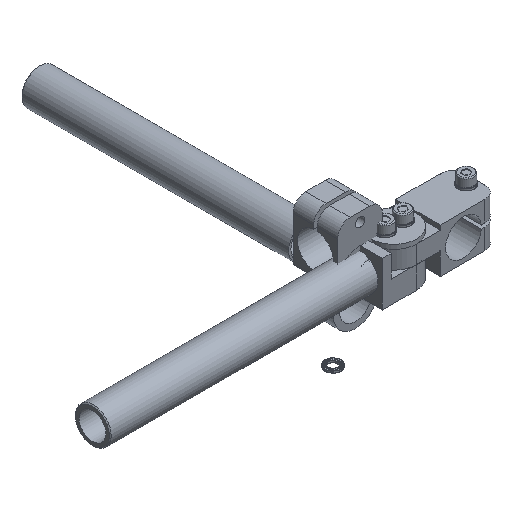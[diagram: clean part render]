
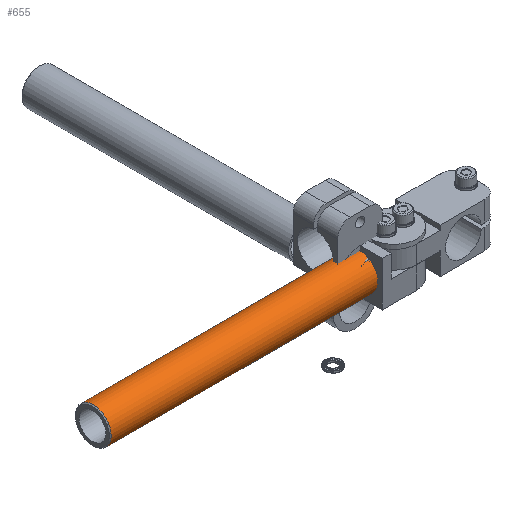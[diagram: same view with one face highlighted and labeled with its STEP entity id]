
A CAD part, isometric view. The second image highlights one B-rep face of the part: STEP entity #655.
In plain terms, the highlighted cylindrical face has radius 10 mm (diameter 20 mm), a full revolution.
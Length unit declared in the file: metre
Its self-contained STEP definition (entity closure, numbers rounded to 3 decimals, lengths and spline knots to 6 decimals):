
#655 = ADVANCED_FACE( '', ( #1383, #1384 ), #1385, .T. );
#1383 = FACE_OUTER_BOUND( '', #2005, .T. );
#1384 = FACE_OUTER_BOUND( '', #2006, .T. );
#1385 = CYLINDRICAL_SURFACE( '', #2007, 0.01 );
#2005 = EDGE_LOOP( '', ( #4180 ) );
#2006 = EDGE_LOOP( '', ( #4181 ) );
#2007 = AXIS2_PLACEMENT_3D( '', #4182, #4183, #4184 );
#4180 = ORIENTED_EDGE( '', *, *, #5026, .T. );
#4181 = ORIENTED_EDGE( '', *, *, #5024, .F. );
#4182 = CARTESIAN_POINT( '', ( 0., -0.06, 0. ) );
#4183 = DIRECTION( '', ( 0., 1., 0. ) );
#4184 = DIRECTION( '', ( 0., 0., -1. ) );
#5024 = EDGE_CURVE( '', #6222, #6222, #6223, .T. );
#5026 = EDGE_CURVE( '', #6226, #6226, #6227, .F. );
#6222 = VERTEX_POINT( '', #7760 );
#6223 = CIRCLE( '', #7761, 0.01 );
#6226 = VERTEX_POINT( '', #7764 );
#6227 = CIRCLE( '', #7765, 0.01 );
#7760 = CARTESIAN_POINT( '', ( 0., 0.03, -0.01 ) );
#7761 = AXIS2_PLACEMENT_3D( '', #8924, #8925, #8926 );
#7764 = CARTESIAN_POINT( '', ( 0., 0.1795, 0.01 ) );
#7765 = AXIS2_PLACEMENT_3D( '', #8930, #8931, #8932 );
#8924 = CARTESIAN_POINT( '', ( 0., 0.03, 0. ) );
#8925 = DIRECTION( '', ( 0., -1., 0. ) );
#8926 = DIRECTION( '', ( 0., 0., -1. ) );
#8930 = CARTESIAN_POINT( '', ( 0., 0.1795, 0. ) );
#8931 = DIRECTION( '', ( 0., 1., 0. ) );
#8932 = DIRECTION( '', ( 0., 0., 1. ) );
